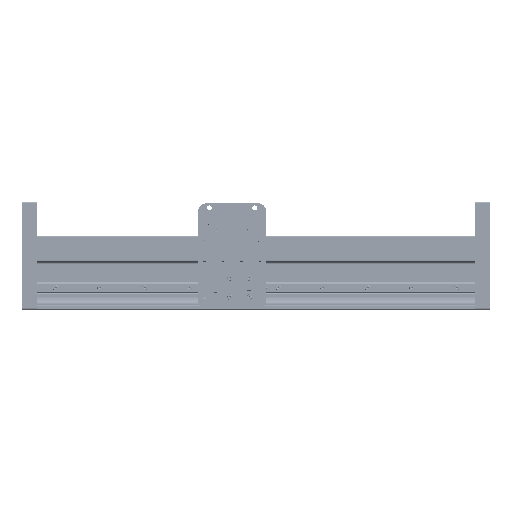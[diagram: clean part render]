
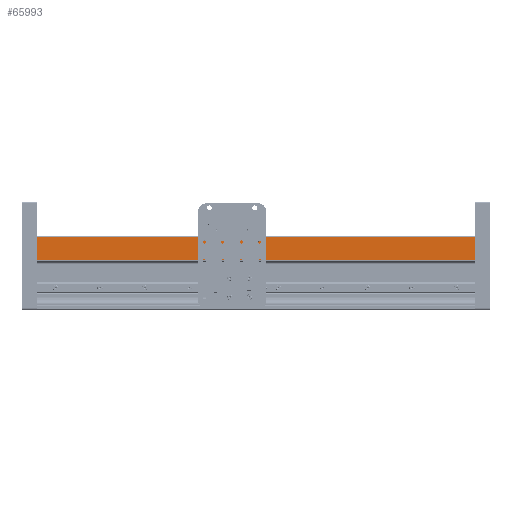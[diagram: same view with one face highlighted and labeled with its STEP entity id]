
A CAD part, top view. The second image highlights one B-rep face of the part: STEP entity #65993.
In plain terms, the highlighted face is planar.
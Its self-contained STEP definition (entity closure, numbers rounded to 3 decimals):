
#5019 = DIRECTION ( 'NONE',  ( 0., -1., 0. ) ) ;
#8149 = VERTEX_POINT ( 'NONE', #65710 ) ;
#8359 = CARTESIAN_POINT ( 'NONE',  ( 68.6, 23., 590. ) ) ;
#10652 = VERTEX_POINT ( 'NONE', #23030 ) ;
#11471 = VECTOR ( 'NONE', #42134, 1000. ) ;
#13321 = VERTEX_POINT ( 'NONE', #71866 ) ;
#13352 = CARTESIAN_POINT ( 'NONE',  ( 37.1, 23., 590. ) ) ;
#15399 = CARTESIAN_POINT ( 'NONE',  ( 70.1, 23., 590. ) ) ;
#18661 = EDGE_CURVE ( 'NONE', #8149, #10652, #89230, .T. ) ;
#21063 = FACE_OUTER_BOUND ( 'NONE', #90639, .T. ) ;
#21633 = VECTOR ( 'NONE', #79659, 1000. ) ;
#23030 = CARTESIAN_POINT ( 'NONE',  ( 68.6, 23., 0. ) ) ;
#24931 = CARTESIAN_POINT ( 'NONE',  ( 70.1, 23., 0. ) ) ;
#30501 = VECTOR ( 'NONE', #59876, 1000. ) ;
#33780 = DIRECTION ( 'NONE',  ( 1., 0., 0. ) ) ;
#42134 = DIRECTION ( 'NONE',  ( 0., 0., 1. ) ) ;
#45895 = VERTEX_POINT ( 'NONE', #49684 ) ;
#49684 = CARTESIAN_POINT ( 'NONE',  ( 37.1, 23., 0. ) ) ;
#50737 = LINE ( 'NONE', #15399, #21633 ) ;
#50809 = DIRECTION ( 'NONE',  ( 0., 0., -1. ) ) ;
#59876 = DIRECTION ( 'NONE',  ( -1., 0., 0. ) ) ;
#62338 = EDGE_CURVE ( 'NONE', #10652, #45895, #66988, .T. ) ;
#65710 = CARTESIAN_POINT ( 'NONE',  ( 68.6, 23., 590. ) ) ;
#65993 = ADVANCED_FACE ( 'NONE', ( #21063 ), #92965, .F. ) ;
#66043 = EDGE_CURVE ( 'NONE', #8149, #13321, #50737, .T. ) ;
#66988 = LINE ( 'NONE', #24931, #30501 ) ;
#69055 = EDGE_CURVE ( 'NONE', #45895, #13321, #85750, .T. ) ;
#69715 = CARTESIAN_POINT ( 'NONE',  ( 70.1, 23., 590. ) ) ;
#70130 = ORIENTED_EDGE ( 'NONE', *, *, #66043, .F. ) ;
#71380 = AXIS2_PLACEMENT_3D ( 'NONE', #69715, #5019, #33780 ) ;
#71505 = VECTOR ( 'NONE', #50809, 1000. ) ;
#71866 = CARTESIAN_POINT ( 'NONE',  ( 37.1, 23., 590. ) ) ;
#72246 = ORIENTED_EDGE ( 'NONE', *, *, #69055, .T. ) ;
#79659 = DIRECTION ( 'NONE',  ( -1., 0., 0. ) ) ;
#85750 = LINE ( 'NONE', #13352, #11471 ) ;
#86271 = ORIENTED_EDGE ( 'NONE', *, *, #18661, .T. ) ;
#89230 = LINE ( 'NONE', #8359, #71505 ) ;
#90639 = EDGE_LOOP ( 'NONE', ( #70130, #86271, #90706, #72246 ) ) ;
#90706 = ORIENTED_EDGE ( 'NONE', *, *, #62338, .T. ) ;
#92965 = PLANE ( 'NONE',  #71380 ) ;
